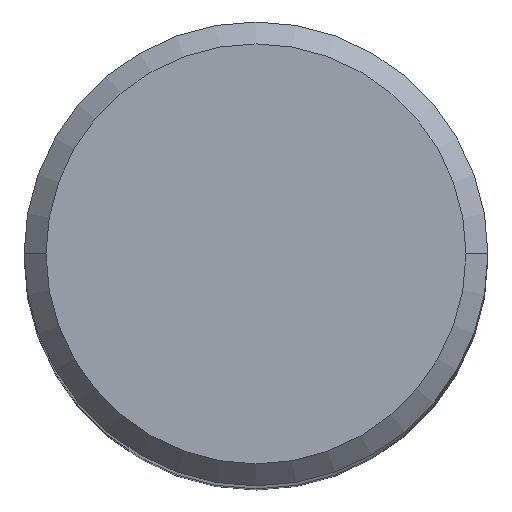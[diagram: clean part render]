
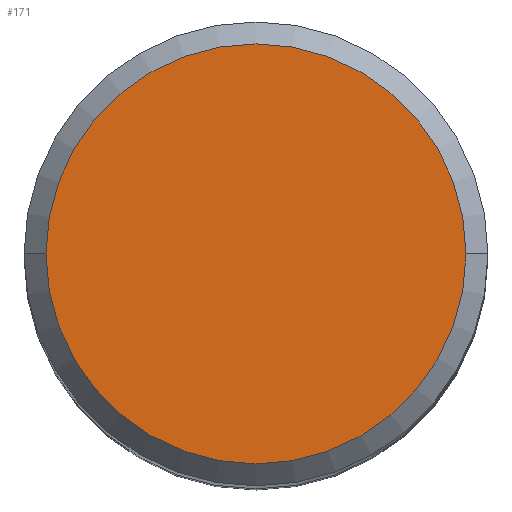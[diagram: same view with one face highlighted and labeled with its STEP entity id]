
A CAD part, top view. The second image highlights one B-rep face of the part: STEP entity #171.
In plain terms, the highlighted planar face has unit normal (0, 0, 1).
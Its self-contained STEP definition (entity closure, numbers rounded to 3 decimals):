
#87=PLANE('',#2032);
#171=ADVANCED_FACE('',(#320),#87,.T.);
#320=FACE_OUTER_BOUND('',#426,.T.);
#426=EDGE_LOOP('',(#720,#721,#722,#723));
#720=ORIENTED_EDGE('',*,*,#1217,.T.);
#721=ORIENTED_EDGE('',*,*,#1221,.T.);
#722=ORIENTED_EDGE('',*,*,#1220,.T.);
#723=ORIENTED_EDGE('',*,*,#1218,.T.);
#1020=VERTEX_POINT('',#3352);
#1021=VERTEX_POINT('',#3354);
#1022=VERTEX_POINT('',#3356);
#1023=VERTEX_POINT('',#3360);
#1217=EDGE_CURVE('',#1021,#1020,#1473,.T.);
#1218=EDGE_CURVE('',#1022,#1021,#1474,.T.);
#1220=EDGE_CURVE('',#1023,#1022,#1475,.T.);
#1221=EDGE_CURVE('',#1020,#1023,#1476,.T.);
#1473=CIRCLE('',#2026,11.5);
#1474=CIRCLE('',#2027,11.5);
#1475=CIRCLE('',#2029,11.5);
#1476=CIRCLE('',#2030,11.5);
#2026=AXIS2_PLACEMENT_3D('',#3353,#2537,#2538);
#2027=AXIS2_PLACEMENT_3D('',#3355,#2539,#2540);
#2029=AXIS2_PLACEMENT_3D('',#3359,#2544,#2545);
#2030=AXIS2_PLACEMENT_3D('',#3361,#2546,#2547);
#2032=AXIS2_PLACEMENT_3D('',#3363,#2550,#2551);
#2537=DIRECTION('',(0.,0.,1.));
#2538=DIRECTION('',(0.,-1.,0.));
#2539=DIRECTION('',(0.,0.,1.));
#2540=DIRECTION('',(-1.,0.,0.));
#2544=DIRECTION('',(0.,0.,1.));
#2545=DIRECTION('',(0.,1.,0.));
#2546=DIRECTION('',(0.,0.,1.));
#2547=DIRECTION('',(1.,0.,0.));
#2550=DIRECTION('',(0.,0.,1.));
#2551=DIRECTION('',(-1.,0.,0.));
#3352=CARTESIAN_POINT('',(11.5,0.,0.));
#3353=CARTESIAN_POINT('',(0.,0.,0.));
#3354=CARTESIAN_POINT('',(0.,-11.5,0.));
#3355=CARTESIAN_POINT('',(0.,0.,0.));
#3356=CARTESIAN_POINT('',(-11.5,0.,0.));
#3359=CARTESIAN_POINT('',(0.,0.,0.));
#3360=CARTESIAN_POINT('',(0.,11.5,0.));
#3361=CARTESIAN_POINT('',(0.,0.,0.));
#3363=CARTESIAN_POINT('',(0.,0.,0.));
